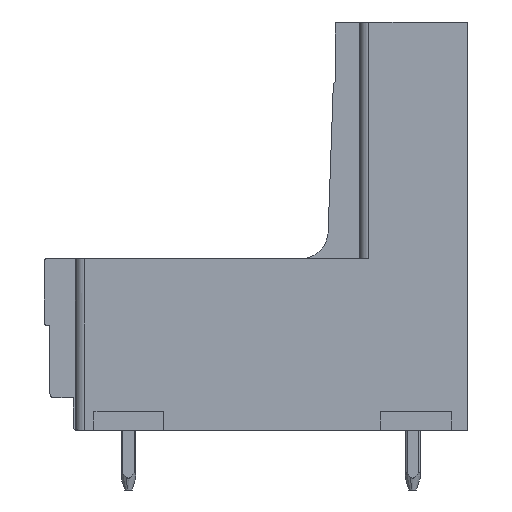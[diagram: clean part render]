
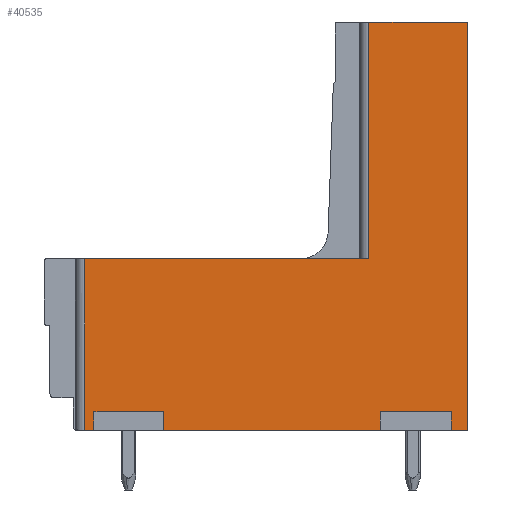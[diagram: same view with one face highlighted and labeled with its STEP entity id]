
A CAD part, left-side view. The second image highlights one B-rep face of the part: STEP entity #40535.
In plain terms, the highlighted planar face has unit normal (-1, 0, 0).
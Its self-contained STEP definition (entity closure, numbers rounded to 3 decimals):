
#40474=AXIS2_PLACEMENT_3D('Plane Axis2P3D',#40471,#40472,#40473) ;
#194=CARTESIAN_POINT('Vertex',(0.,0.,3.2)) ;
#197=CARTESIAN_POINT('Line Origine',(0.,0.435,3.2)) ;
#201=CARTESIAN_POINT('Vertex',(0.,0.87,3.2)) ;
#250=CARTESIAN_POINT('Vertex',(0.,4.69,3.2)) ;
#253=CARTESIAN_POINT('Line Origine',(0.,10.495,3.2)) ;
#257=CARTESIAN_POINT('Vertex',(0.,16.3,3.2)) ;
#278=CARTESIAN_POINT('Vertex',(0.,20.04,3.2)) ;
#281=CARTESIAN_POINT('Line Origine',(0.,20.29,3.2)) ;
#285=CARTESIAN_POINT('Vertex',(0.,20.54,3.2)) ;
#35376=CARTESIAN_POINT('Vertex',(0.,5.3,25.1)) ;
#35379=CARTESIAN_POINT('Line Origine',(0.,2.65,25.1)) ;
#35383=CARTESIAN_POINT('Vertex',(0.,0.,25.1)) ;
#39704=CARTESIAN_POINT('Line Origine',(0.,0.,14.15)) ;
#40391=CARTESIAN_POINT('Line Origine',(0.,20.54,14.15)) ;
#40395=CARTESIAN_POINT('Vertex',(0.,20.54,12.4)) ;
#40456=CARTESIAN_POINT('Vertex',(0.,5.3,12.4)) ;
#40459=CARTESIAN_POINT('Line Origine',(0.,5.3,14.15)) ;
#40471=CARTESIAN_POINT('Axis2P3D Location',(0.,0.,0.)) ;
#40476=CARTESIAN_POINT('Line Origine',(0.,12.92,12.4)) ;
#40481=CARTESIAN_POINT('Line Origine',(0.,20.04,3.7)) ;
#40485=CARTESIAN_POINT('Vertex',(0.,20.04,4.2)) ;
#40488=CARTESIAN_POINT('Line Origine',(0.,18.17,4.2)) ;
#40492=CARTESIAN_POINT('Vertex',(0.,16.3,4.2)) ;
#40495=CARTESIAN_POINT('Line Origine',(0.,16.3,3.7)) ;
#40500=CARTESIAN_POINT('Line Origine',(0.,4.69,3.7)) ;
#40504=CARTESIAN_POINT('Vertex',(0.,4.69,4.2)) ;
#40507=CARTESIAN_POINT('Line Origine',(0.,2.78,4.2)) ;
#40511=CARTESIAN_POINT('Vertex',(0.,0.87,4.2)) ;
#40514=CARTESIAN_POINT('Line Origine',(0.,0.87,3.7)) ;
#198=DIRECTION('Vector Direction',(0.,1.,0.)) ;
#254=DIRECTION('Vector Direction',(0.,1.,0.)) ;
#282=DIRECTION('Vector Direction',(0.,1.,0.)) ;
#35380=DIRECTION('Vector Direction',(0.,-1.,0.)) ;
#39705=DIRECTION('Vector Direction',(0.,0.,-1.)) ;
#40392=DIRECTION('Vector Direction',(0.,0.,1.)) ;
#40460=DIRECTION('Vector Direction',(0.,0.,1.)) ;
#40472=DIRECTION('Axis2P3D Direction',(-1.,0.,0.)) ;
#40473=DIRECTION('Axis2P3D XDirection',(0.,0.,1.)) ;
#40477=DIRECTION('Vector Direction',(0.,-1.,0.)) ;
#40482=DIRECTION('Vector Direction',(0.,0.,-1.)) ;
#40489=DIRECTION('Vector Direction',(0.,-1.,0.)) ;
#40496=DIRECTION('Vector Direction',(0.,0.,1.)) ;
#40501=DIRECTION('Vector Direction',(0.,0.,-1.)) ;
#40508=DIRECTION('Vector Direction',(0.,-1.,0.)) ;
#40515=DIRECTION('Vector Direction',(0.,0.,1.)) ;
#199=VECTOR('Line Direction',#198,1.) ;
#255=VECTOR('Line Direction',#254,1.) ;
#283=VECTOR('Line Direction',#282,1.) ;
#35381=VECTOR('Line Direction',#35380,1.) ;
#39706=VECTOR('Line Direction',#39705,1.) ;
#40393=VECTOR('Line Direction',#40392,1.) ;
#40461=VECTOR('Line Direction',#40460,1.) ;
#40478=VECTOR('Line Direction',#40477,1.) ;
#40483=VECTOR('Line Direction',#40482,1.) ;
#40490=VECTOR('Line Direction',#40489,1.) ;
#40497=VECTOR('Line Direction',#40496,1.) ;
#40502=VECTOR('Line Direction',#40501,1.) ;
#40509=VECTOR('Line Direction',#40508,1.) ;
#40516=VECTOR('Line Direction',#40515,1.) ;
#40520=ORIENTED_EDGE('',*,*,#40480,.F.) ;
#40521=ORIENTED_EDGE('',*,*,#40397,.T.) ;
#40522=ORIENTED_EDGE('',*,*,#287,.T.) ;
#40523=ORIENTED_EDGE('',*,*,#40487,.T.) ;
#40524=ORIENTED_EDGE('',*,*,#40494,.T.) ;
#40525=ORIENTED_EDGE('',*,*,#40499,.T.) ;
#40526=ORIENTED_EDGE('',*,*,#259,.T.) ;
#40527=ORIENTED_EDGE('',*,*,#40506,.T.) ;
#40528=ORIENTED_EDGE('',*,*,#40513,.T.) ;
#40529=ORIENTED_EDGE('',*,*,#40518,.T.) ;
#40530=ORIENTED_EDGE('',*,*,#203,.T.) ;
#40531=ORIENTED_EDGE('',*,*,#39708,.T.) ;
#40532=ORIENTED_EDGE('',*,*,#35385,.T.) ;
#40533=ORIENTED_EDGE('',*,*,#40463,.T.) ;
#40535=ADVANCED_FACE('HOUSING',(#40534),#40475,.T.) ;
#203=EDGE_CURVE('',#202,#195,#200,.F.) ;
#259=EDGE_CURVE('',#258,#251,#256,.F.) ;
#287=EDGE_CURVE('',#286,#279,#284,.F.) ;
#35385=EDGE_CURVE('',#35384,#35377,#35382,.F.) ;
#39708=EDGE_CURVE('',#195,#35384,#39707,.F.) ;
#40397=EDGE_CURVE('',#40396,#286,#40394,.F.) ;
#40463=EDGE_CURVE('',#35377,#40457,#40462,.F.) ;
#40480=EDGE_CURVE('',#40396,#40457,#40479,.T.) ;
#40487=EDGE_CURVE('',#279,#40486,#40484,.F.) ;
#40494=EDGE_CURVE('',#40486,#40493,#40491,.T.) ;
#40499=EDGE_CURVE('',#40493,#258,#40498,.F.) ;
#40506=EDGE_CURVE('',#251,#40505,#40503,.F.) ;
#40513=EDGE_CURVE('',#40505,#40512,#40510,.T.) ;
#40518=EDGE_CURVE('',#40512,#202,#40517,.F.) ;
#40519=EDGE_LOOP('',(#40520,#40521,#40522,#40523,#40524,#40525,#40526,#40527,#40528,#40529,#40530,#40531,#40532,#40533)) ;
#40534=FACE_OUTER_BOUND('',#40519,.T.) ;
#200=LINE('Line',#197,#199) ;
#256=LINE('Line',#253,#255) ;
#284=LINE('Line',#281,#283) ;
#35382=LINE('Line',#35379,#35381) ;
#39707=LINE('Line',#39704,#39706) ;
#40394=LINE('Line',#40391,#40393) ;
#40462=LINE('Line',#40459,#40461) ;
#40479=LINE('Line',#40476,#40478) ;
#40484=LINE('Line',#40481,#40483) ;
#40491=LINE('Line',#40488,#40490) ;
#40498=LINE('Line',#40495,#40497) ;
#40503=LINE('Line',#40500,#40502) ;
#40510=LINE('Line',#40507,#40509) ;
#40517=LINE('Line',#40514,#40516) ;
#40475=PLANE('',#40474) ;
#195=VERTEX_POINT('',#194) ;
#202=VERTEX_POINT('',#201) ;
#251=VERTEX_POINT('',#250) ;
#258=VERTEX_POINT('',#257) ;
#279=VERTEX_POINT('',#278) ;
#286=VERTEX_POINT('',#285) ;
#35377=VERTEX_POINT('',#35376) ;
#35384=VERTEX_POINT('',#35383) ;
#40396=VERTEX_POINT('',#40395) ;
#40457=VERTEX_POINT('',#40456) ;
#40486=VERTEX_POINT('',#40485) ;
#40493=VERTEX_POINT('',#40492) ;
#40505=VERTEX_POINT('',#40504) ;
#40512=VERTEX_POINT('',#40511) ;
